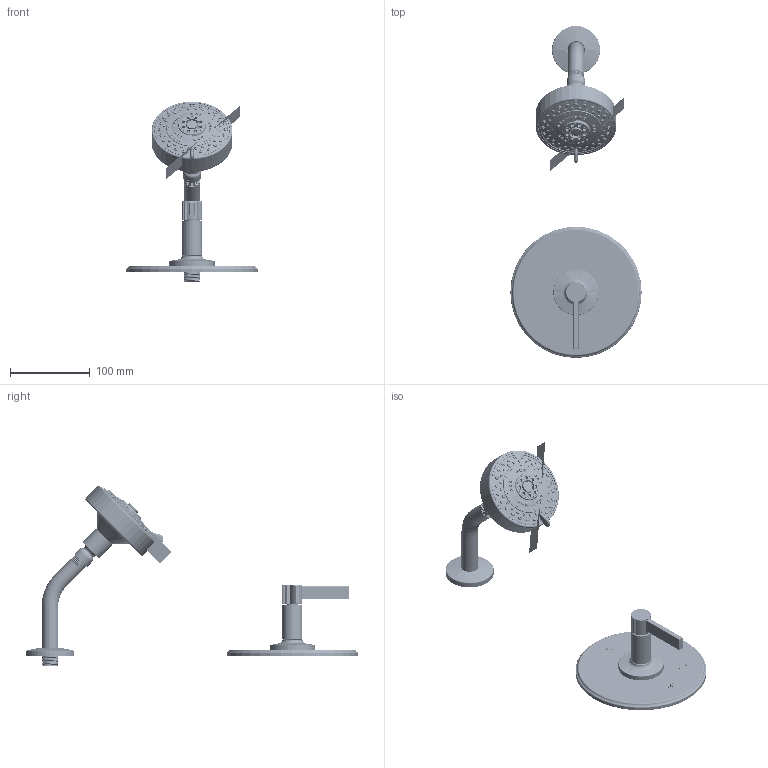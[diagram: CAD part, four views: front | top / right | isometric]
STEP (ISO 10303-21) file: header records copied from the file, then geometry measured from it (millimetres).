
FILE_DESCRIPTION((''),'2;1');
FILE_NAME('3-3234BP_ASM','2019-11-11T07:46:43',('rsmith'),(''),'CREO PARAMETRIC BY PTC INC, 2018400','CREO PARAMETRIC BY PTC INC, 2018400','');
FILE_SCHEMA(('CONFIG_CONTROL_DESIGN'));
Length unit declared in the file: inch
Products named in the file (32): 11117; H-78; 2-439_ASM; 206; 200; 11375; 50784; 8-083; 12112; 91389; 12113; 80018; 91157; 12833; 91606; 2155_ASM; 13118; 91773; 20-431_ASM; 13119; 91017; 12506; 91049; 91371; 92399; 13120; 91018; 13121; 92984; 20-425_ASM; 3-644_ASM; 3-3234BP_ASM
Assembly tree (33 placements, depth 4):
  3-3234BP_ASM
    2-439_ASM
      11117
      H-78
    206
    200
    2155_ASM
      11375
      50784
      8-083
      12112
      91389
      12113
      80018
      91157
      12833
      91606
    3-644_ASM
      20-431_ASM
        13118
        91773
      20-425_ASM
        13119
        91017  x2
        12506
        91049
        91371
        92399
        13120
        91018
        13121
        92984  x2
Bounding box: 165.1 x 417.58 x 227.14 mm (x, y, z)
Volume: 249546.8 mm3; surface area: 381655.6 mm2
Topology: 54 solids, 111 shells, 8131 faces, 22856 edges, 15056 vertices
Faces by surface type: plane 3771, cylinder 2002, cone 889, bspline 705, torus 697, sphere 51, revolution 12, extrusion 4
Entity records: 502049 total; most frequent: CARTESIAN_POINT 296636, ORIENTED_EDGE 43956, DIRECTION 38817, EDGE_CURVE 22718, VERTEX_POINT 14975, AXIS2_PLACEMENT_3D 13355, VECTOR 12095, LINE 12091
